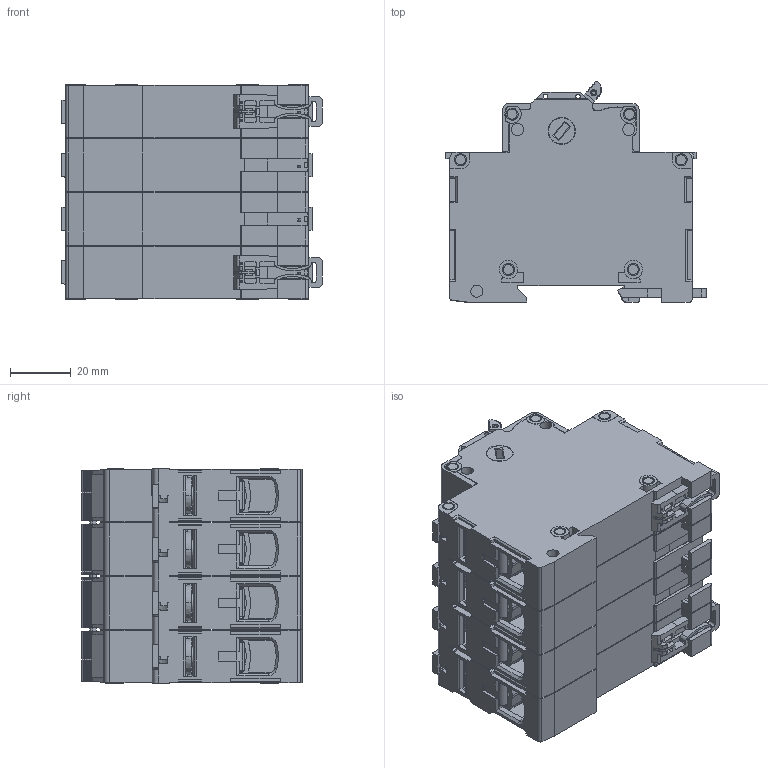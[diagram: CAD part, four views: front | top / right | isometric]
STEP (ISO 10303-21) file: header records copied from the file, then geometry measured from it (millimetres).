
FILE_DESCRIPTION(('Creo Elements/Direct Modeling STEP Export'),'2;1');
FILE_NAME('IS-16_4.stp','2021-02-16T 8:49:08',(''),(''),'Creo Elements/Direct Modeling STEP processor for AP214 (Solid Model)','Creo Elements/Direct Modeling 20.0D 25-Aug-2018 (C) Parametric Technology GmbH','');
FILE_SCHEMA(('AUTOMOTIVE_DESIGN { 1 0 10303 214 1 1 1 1 }'));
Products named in the file (2): ls9434-IS125-Hauptschalter-3D-Dummy_4
Assembly tree (1 placements, depth 2):
  ls9434-IS125-Hauptschalter-3D-Dummy_4
    ls9434-IS125-Hauptschalter-3D-Dummy_4
Bounding box: 86 x 72.79 x 70.8 mm (x, y, z)
Volume: 261667.9 mm3; surface area: 109519.9 mm2
Topology: 1 solids, 1 shells, 4634 faces, 13395 edges, 8737 vertices
Faces by surface type: plane 3174, cylinder 1240, cone 156, torus 40, sphere 24
Entity records: 160447 total; most frequent: CARTESIAN_POINT 38760, ORIENTED_EDGE 26718, DIRECTION 23990, EDGE_CURVE 13359, VECTOR 9600, LINE 9600, VERTEX_POINT 8737, AXIS2_PLACEMENT_3D 7195
